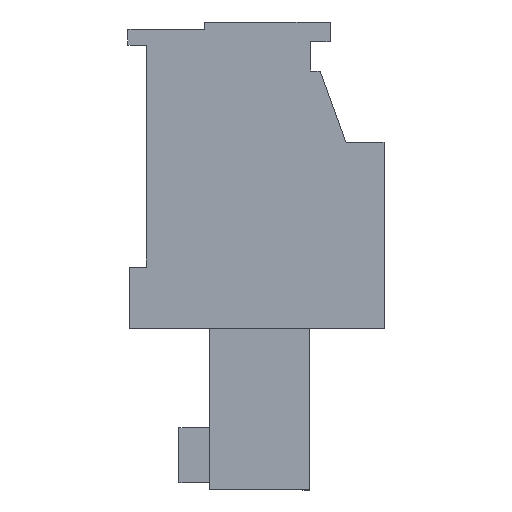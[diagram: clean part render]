
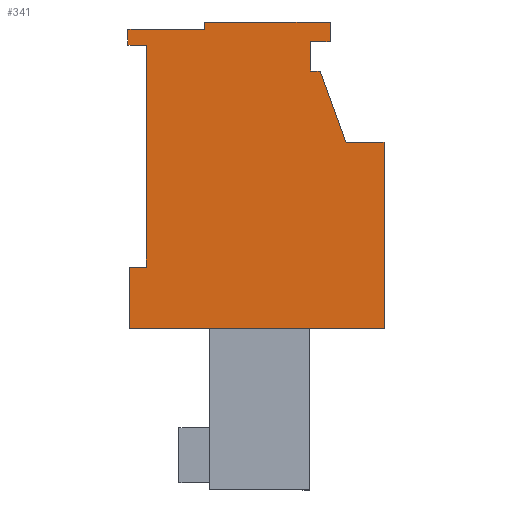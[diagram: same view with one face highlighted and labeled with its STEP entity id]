
A CAD part, left-side view. The second image highlights one B-rep face of the part: STEP entity #341.
In plain terms, the highlighted planar face has unit normal (-1, 0, 0).
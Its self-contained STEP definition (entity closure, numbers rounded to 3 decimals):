
#225=AXIS2_PLACEMENT_3D('Plane Axis2P3D',#222,#223,#224) ;
#42=CARTESIAN_POINT('Vertex',(0.,3.,18.3)) ;
#45=CARTESIAN_POINT('Line Origine',(0.,3.,17.7)) ;
#49=CARTESIAN_POINT('Vertex',(0.,3.,17.1)) ;
#76=CARTESIAN_POINT('Line Origine',(0.,2.6,18.3)) ;
#80=CARTESIAN_POINT('Vertex',(0.,2.2,18.3)) ;
#222=CARTESIAN_POINT('Axis2P3D Location',(0.,5.2,6.6)) ;
#227=CARTESIAN_POINT('Line Origine',(0.,0.,10.4)) ;
#231=CARTESIAN_POINT('Vertex',(0.,0.,14.2)) ;
#233=CARTESIAN_POINT('Vertex',(0.,0.,6.6)) ;
#236=CARTESIAN_POINT('Line Origine',(0.,0.775,14.2)) ;
#240=CARTESIAN_POINT('Vertex',(0.,1.55,14.2)) ;
#243=CARTESIAN_POINT('Line Origine',(0.,2.078,15.65)) ;
#247=CARTESIAN_POINT('Vertex',(0.,2.606,17.1)) ;
#250=CARTESIAN_POINT('Line Origine',(0.,2.803,17.1)) ;
#255=CARTESIAN_POINT('Line Origine',(0.,2.2,18.7)) ;
#259=CARTESIAN_POINT('Vertex',(0.,2.2,19.1)) ;
#262=CARTESIAN_POINT('Line Origine',(0.,4.76,19.1)) ;
#266=CARTESIAN_POINT('Vertex',(0.,7.32,19.1)) ;
#269=CARTESIAN_POINT('Line Origine',(0.,7.32,18.95)) ;
#273=CARTESIAN_POINT('Vertex',(0.,7.32,18.8)) ;
#276=CARTESIAN_POINT('Line Origine',(0.,8.885,18.8)) ;
#280=CARTESIAN_POINT('Vertex',(0.,10.45,18.8)) ;
#283=CARTESIAN_POINT('Line Origine',(0.,10.45,18.475)) ;
#287=CARTESIAN_POINT('Vertex',(0.,10.45,18.15)) ;
#290=CARTESIAN_POINT('Line Origine',(0.,10.075,18.15)) ;
#294=CARTESIAN_POINT('Vertex',(0.,9.7,18.15)) ;
#297=CARTESIAN_POINT('Line Origine',(0.,9.7,13.625)) ;
#301=CARTESIAN_POINT('Vertex',(0.,9.7,9.1)) ;
#304=CARTESIAN_POINT('Line Origine',(0.,10.05,9.1)) ;
#308=CARTESIAN_POINT('Vertex',(0.,10.4,9.1)) ;
#311=CARTESIAN_POINT('Line Origine',(0.,10.4,7.85)) ;
#315=CARTESIAN_POINT('Vertex',(0.,10.4,6.6)) ;
#318=CARTESIAN_POINT('Line Origine',(0.,5.2,6.6)) ;
#46=DIRECTION('Vector Direction',(0.,0.,1.)) ;
#77=DIRECTION('Vector Direction',(0.,1.,0.)) ;
#223=DIRECTION('Axis2P3D Direction',(-1.,0.,0.)) ;
#224=DIRECTION('Axis2P3D XDirection',(0.,-1.,0.)) ;
#228=DIRECTION('Vector Direction',(0.,0.,-1.)) ;
#237=DIRECTION('Vector Direction',(0.,1.,0.)) ;
#244=DIRECTION('Vector Direction',(0.,0.342,0.94)) ;
#251=DIRECTION('Vector Direction',(0.,1.,0.)) ;
#256=DIRECTION('Vector Direction',(0.,0.,1.)) ;
#263=DIRECTION('Vector Direction',(0.,1.,0.)) ;
#270=DIRECTION('Vector Direction',(0.,0.,1.)) ;
#277=DIRECTION('Vector Direction',(0.,1.,0.)) ;
#284=DIRECTION('Vector Direction',(0.,0.,-1.)) ;
#291=DIRECTION('Vector Direction',(0.,-1.,0.)) ;
#298=DIRECTION('Vector Direction',(0.,0.,-1.)) ;
#305=DIRECTION('Vector Direction',(0.,-1.,0.)) ;
#312=DIRECTION('Vector Direction',(0.,0.,1.)) ;
#319=DIRECTION('Vector Direction',(0.,1.,0.)) ;
#47=VECTOR('Line Direction',#46,1.) ;
#78=VECTOR('Line Direction',#77,1.) ;
#229=VECTOR('Line Direction',#228,1.) ;
#238=VECTOR('Line Direction',#237,1.) ;
#245=VECTOR('Line Direction',#244,1.) ;
#252=VECTOR('Line Direction',#251,1.) ;
#257=VECTOR('Line Direction',#256,1.) ;
#264=VECTOR('Line Direction',#263,1.) ;
#271=VECTOR('Line Direction',#270,1.) ;
#278=VECTOR('Line Direction',#277,1.) ;
#285=VECTOR('Line Direction',#284,1.) ;
#292=VECTOR('Line Direction',#291,1.) ;
#299=VECTOR('Line Direction',#298,1.) ;
#306=VECTOR('Line Direction',#305,1.) ;
#313=VECTOR('Line Direction',#312,1.) ;
#320=VECTOR('Line Direction',#319,1.) ;
#324=ORIENTED_EDGE('',*,*,#235,.F.) ;
#325=ORIENTED_EDGE('',*,*,#242,.T.) ;
#326=ORIENTED_EDGE('',*,*,#249,.T.) ;
#327=ORIENTED_EDGE('',*,*,#254,.T.) ;
#328=ORIENTED_EDGE('',*,*,#51,.T.) ;
#329=ORIENTED_EDGE('',*,*,#82,.F.) ;
#330=ORIENTED_EDGE('',*,*,#261,.T.) ;
#331=ORIENTED_EDGE('',*,*,#268,.T.) ;
#332=ORIENTED_EDGE('',*,*,#275,.F.) ;
#333=ORIENTED_EDGE('',*,*,#282,.T.) ;
#334=ORIENTED_EDGE('',*,*,#289,.T.) ;
#335=ORIENTED_EDGE('',*,*,#296,.T.) ;
#336=ORIENTED_EDGE('',*,*,#303,.T.) ;
#337=ORIENTED_EDGE('',*,*,#310,.F.) ;
#338=ORIENTED_EDGE('',*,*,#317,.F.) ;
#339=ORIENTED_EDGE('',*,*,#322,.F.) ;
#341=ADVANCED_FACE('HOUSING',(#340),#226,.T.) ;
#51=EDGE_CURVE('',#50,#43,#48,.T.) ;
#82=EDGE_CURVE('',#81,#43,#79,.T.) ;
#235=EDGE_CURVE('',#232,#234,#230,.T.) ;
#242=EDGE_CURVE('',#232,#241,#239,.T.) ;
#249=EDGE_CURVE('',#241,#248,#246,.T.) ;
#254=EDGE_CURVE('',#248,#50,#253,.T.) ;
#261=EDGE_CURVE('',#81,#260,#258,.T.) ;
#268=EDGE_CURVE('',#260,#267,#265,.T.) ;
#275=EDGE_CURVE('',#274,#267,#272,.T.) ;
#282=EDGE_CURVE('',#274,#281,#279,.T.) ;
#289=EDGE_CURVE('',#281,#288,#286,.T.) ;
#296=EDGE_CURVE('',#288,#295,#293,.T.) ;
#303=EDGE_CURVE('',#295,#302,#300,.T.) ;
#310=EDGE_CURVE('',#309,#302,#307,.T.) ;
#317=EDGE_CURVE('',#316,#309,#314,.T.) ;
#322=EDGE_CURVE('',#234,#316,#321,.T.) ;
#323=EDGE_LOOP('',(#324,#325,#326,#327,#328,#329,#330,#331,#332,#333,#334,#335,#336,#337,#338,#339)) ;
#340=FACE_OUTER_BOUND('',#323,.T.) ;
#48=LINE('Line',#45,#47) ;
#79=LINE('Line',#76,#78) ;
#230=LINE('Line',#227,#229) ;
#239=LINE('Line',#236,#238) ;
#246=LINE('Line',#243,#245) ;
#253=LINE('Line',#250,#252) ;
#258=LINE('Line',#255,#257) ;
#265=LINE('Line',#262,#264) ;
#272=LINE('Line',#269,#271) ;
#279=LINE('Line',#276,#278) ;
#286=LINE('Line',#283,#285) ;
#293=LINE('Line',#290,#292) ;
#300=LINE('Line',#297,#299) ;
#307=LINE('Line',#304,#306) ;
#314=LINE('Line',#311,#313) ;
#321=LINE('Line',#318,#320) ;
#226=PLANE('',#225) ;
#43=VERTEX_POINT('',#42) ;
#50=VERTEX_POINT('',#49) ;
#81=VERTEX_POINT('',#80) ;
#232=VERTEX_POINT('',#231) ;
#234=VERTEX_POINT('',#233) ;
#241=VERTEX_POINT('',#240) ;
#248=VERTEX_POINT('',#247) ;
#260=VERTEX_POINT('',#259) ;
#267=VERTEX_POINT('',#266) ;
#274=VERTEX_POINT('',#273) ;
#281=VERTEX_POINT('',#280) ;
#288=VERTEX_POINT('',#287) ;
#295=VERTEX_POINT('',#294) ;
#302=VERTEX_POINT('',#301) ;
#309=VERTEX_POINT('',#308) ;
#316=VERTEX_POINT('',#315) ;
